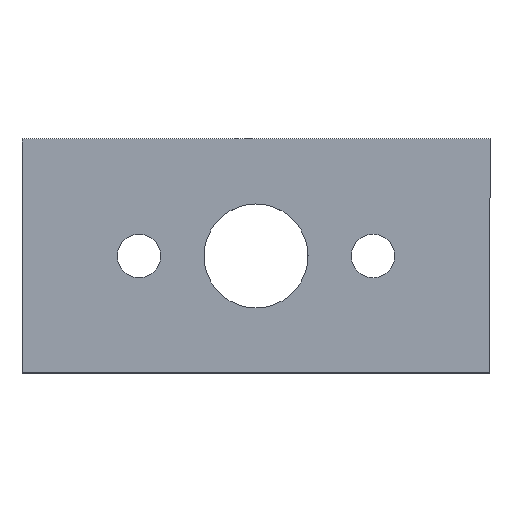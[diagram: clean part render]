
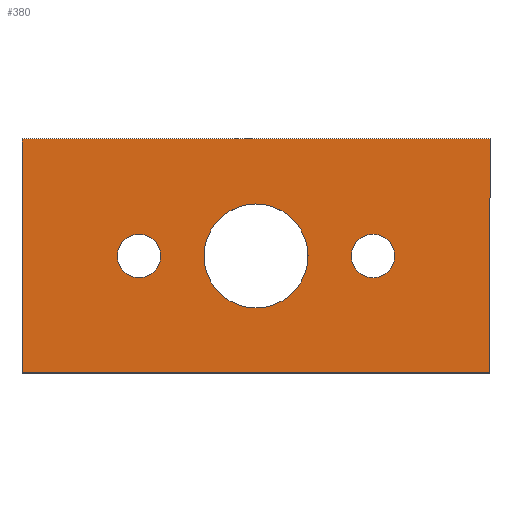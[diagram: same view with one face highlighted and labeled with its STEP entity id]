
A CAD part, top view. The second image highlights one B-rep face of the part: STEP entity #380.
In plain terms, the highlighted planar face has unit normal (0, 0, 1).
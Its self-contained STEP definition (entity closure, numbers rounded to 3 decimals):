
#94=CARTESIAN_POINT('',(26.7,0.,2.0));
#95=VERTEX_POINT('',#94);
#96=CARTESIAN_POINT('',(22.5,0.,2.0));
#97=DIRECTION('',(0.0,0.0,-1.0));
#98=DIRECTION('',(1.0,0.0,0.0));
#99=AXIS2_PLACEMENT_3D('',#96,#97,#98);
#100=CIRCLE('',#99,4.2);
#101=EDGE_CURVE('',#95,#95,#100,.T.);
#143=CARTESIAN_POINT('',(-18.3,0.,2.0));
#144=VERTEX_POINT('',#143);
#145=CARTESIAN_POINT('',(-22.5,0.,2.0));
#146=DIRECTION('',(0.0,0.0,-1.0));
#147=DIRECTION('',(1.0,0.0,0.0));
#148=AXIS2_PLACEMENT_3D('',#145,#146,#147);
#149=CIRCLE('',#148,4.2);
#150=EDGE_CURVE('',#144,#144,#149,.T.);
#192=CARTESIAN_POINT('',(10.,0.,2.0));
#193=VERTEX_POINT('',#192);
#194=CARTESIAN_POINT('',(0.,0.,2.0));
#195=DIRECTION('',(0.0,0.0,-1.0));
#196=DIRECTION('',(1.0,0.0,0.0));
#197=AXIS2_PLACEMENT_3D('',#194,#195,#196);
#198=CIRCLE('',#197,10.0);
#199=EDGE_CURVE('',#193,#193,#198,.T.);
#220=CARTESIAN_POINT('',(-45.,-22.5,2.0));
#221=VERTEX_POINT('',#220);
#222=CARTESIAN_POINT('',(-45.0,22.5,2.0));
#223=VERTEX_POINT('',#222);
#224=CARTESIAN_POINT('',(-45.,-22.5,2.0));
#225=DIRECTION('',(0.0,1.0,0.0));
#226=VECTOR('',#225,45.);
#227=LINE('',#224,#226);
#228=EDGE_CURVE('',#221,#223,#227,.T.);
#260=CARTESIAN_POINT('',(45.0,22.5,2.0));
#261=VERTEX_POINT('',#260);
#262=CARTESIAN_POINT('',(-45.0,22.5,2.0));
#263=DIRECTION('',(1.0,0.0,0.0));
#264=VECTOR('',#263,90.0);
#265=LINE('',#262,#264);
#266=EDGE_CURVE('',#223,#261,#265,.T.);
#291=CARTESIAN_POINT('',(45.,-22.5,2.0));
#292=VERTEX_POINT('',#291);
#293=CARTESIAN_POINT('',(45.0,22.5,2.0));
#294=DIRECTION('',(0.0,-1.0,0.0));
#295=VECTOR('',#294,45.);
#296=LINE('',#293,#295);
#297=EDGE_CURVE('',#261,#292,#296,.T.);
#322=CARTESIAN_POINT('',(45.,-22.5,2.0));
#323=DIRECTION('',(-1.0,0.0,0.0));
#324=VECTOR('',#323,90.);
#325=LINE('',#322,#324);
#326=EDGE_CURVE('',#292,#221,#325,.T.);
#360=CARTESIAN_POINT('',(0.,0.,2.0));
#361=DIRECTION('',(0.0,0.0,1.0));
#362=DIRECTION('',(1.0,0.0,0.0));
#363=AXIS2_PLACEMENT_3D('',#360,#361,#362);
#364=PLANE('',#363);
#365=ORIENTED_EDGE('',*,*,#228,.F.);
#366=ORIENTED_EDGE('',*,*,#326,.F.);
#367=ORIENTED_EDGE('',*,*,#297,.F.);
#368=ORIENTED_EDGE('',*,*,#266,.F.);
#369=EDGE_LOOP('',(#365,#366,#367,#368));
#370=FACE_OUTER_BOUND('',#369,.T.);
#371=ORIENTED_EDGE('',*,*,#101,.T.);
#372=EDGE_LOOP('',(#371));
#373=FACE_BOUND('',#372,.T.);
#374=ORIENTED_EDGE('',*,*,#150,.T.);
#375=EDGE_LOOP('',(#374));
#376=FACE_BOUND('',#375,.T.);
#377=ORIENTED_EDGE('',*,*,#199,.T.);
#378=EDGE_LOOP('',(#377));
#379=FACE_BOUND('',#378,.T.);
#380=ADVANCED_FACE('',(#370,#373,#376,#379),#364,.T.);
